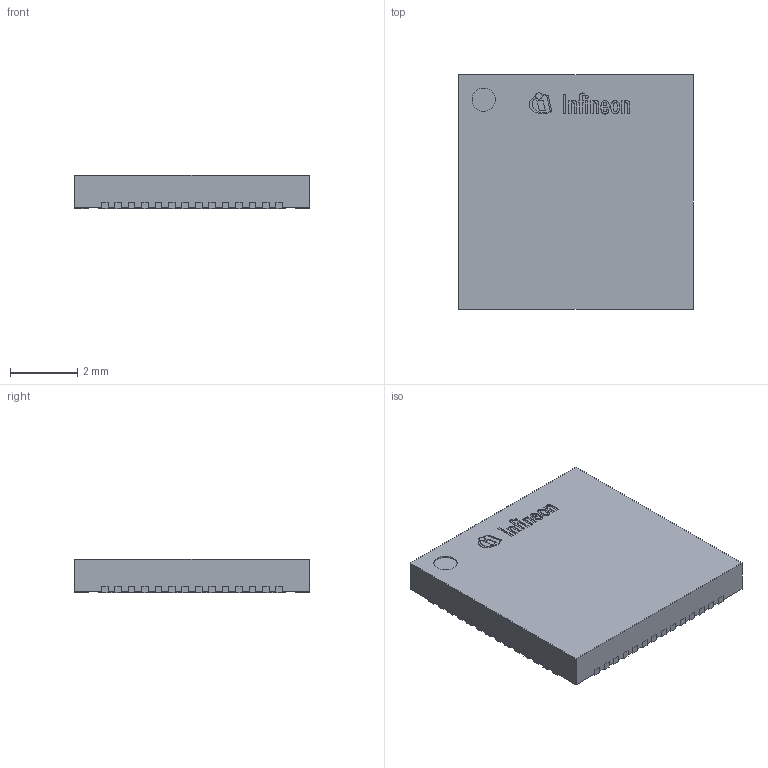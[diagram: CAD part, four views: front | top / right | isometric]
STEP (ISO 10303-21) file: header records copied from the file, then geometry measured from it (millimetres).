
FILE_DESCRIPTION (( 'STEP AP214' ), '1' );
FILE_NAME ('IRPS5401M.STEP', '2018-08-23T08:57:44', ( '' ), ( '' ), 'SwSTEP 2.0', 'SolidWorks 2016', '' );
FILE_SCHEMA (( 'AUTOMOTIVE_DESIGN' ));
Length unit declared in the file: millimetre
Products named in the file (1): IRPS5401M
Bounding box: 7 x 7 x 1 mm (x, y, z)
Volume: 48.3 mm3; surface area: 223.4 mm2
Topology: 48 solids, 48 shells, 898 faces, 2358 edges, 1572 vertices
Faces by surface type: plane 643, cylinder 237, bspline 18
Entity records: 28475 total; most frequent: CARTESIAN_POINT 5239, ORIENTED_EDGE 4716, DIRECTION 4558, EDGE_CURVE 2358, LINE 1848, VECTOR 1848, VERTEX_POINT 1572, AXIS2_PLACEMENT_3D 1355
